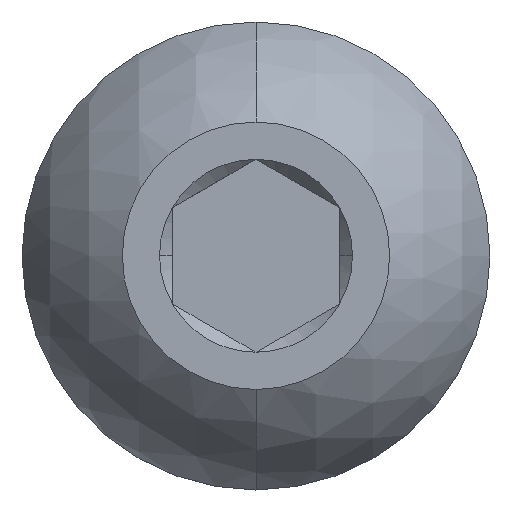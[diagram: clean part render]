
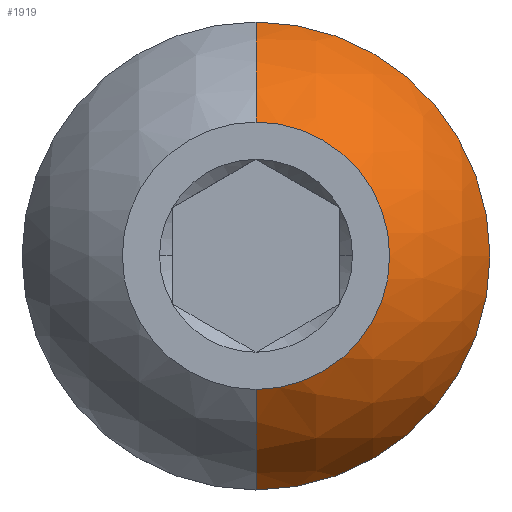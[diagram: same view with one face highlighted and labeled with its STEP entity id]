
A CAD part, top view. The second image highlights one B-rep face of the part: STEP entity #1919.
In plain terms, the highlighted spherical face has radius 7.447 mm.
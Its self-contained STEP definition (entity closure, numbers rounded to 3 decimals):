
#1850=CARTESIAN_POINT('',(-0.,7.,-3.74));
#1851=VERTEX_POINT('',#1850);
#1859=CARTESIAN_POINT('',(7.,0.,-3.74));
#1860=VERTEX_POINT('',#1859);
#1861=CARTESIAN_POINT('',(0.,0.,-3.74));
#1862=DIRECTION('',(0.,0.,1.));
#1863=DIRECTION('',(1.,0.,-0.));
#1864=AXIS2_PLACEMENT_3D('',#1861,#1862,#1863);
#1865=CIRCLE('',#1864,7.);
#1866=EDGE_CURVE('',#1860,#1851,#1865,.T.);
#1877=CARTESIAN_POINT('',(0.,-0.,-6.282));
#1878=DIRECTION('',(1.,0.,0.));
#1879=DIRECTION('',(0.,-1.,0.));
#1880=AXIS2_PLACEMENT_3D('',#1877,#1878,#1879);
#1881=SPHERICAL_SURFACE('',#1880,7.447);
#1882=CARTESIAN_POINT('',(0.,-7.,-3.74));
#1883=VERTEX_POINT('',#1882);
#1884=CARTESIAN_POINT('',(0.,0.,-3.74));
#1885=DIRECTION('',(0.,0.,1.));
#1886=DIRECTION('',(1.,0.,-0.));
#1887=AXIS2_PLACEMENT_3D('',#1884,#1885,#1886);
#1888=CIRCLE('',#1887,7.);
#1889=EDGE_CURVE('',#1883,#1860,#1888,.T.);
#1890=ORIENTED_EDGE('',*,*,#1889,.T.);
#1891=ORIENTED_EDGE('',*,*,#1866,.T.);
#1892=CARTESIAN_POINT('',(-0.,4.,-0.));
#1893=VERTEX_POINT('',#1892);
#1894=CARTESIAN_POINT('',(0.,-0.,-6.282));
#1895=DIRECTION('',(1.,0.,0.));
#1896=DIRECTION('',(-0.,1.,0.));
#1897=AXIS2_PLACEMENT_3D('',#1894,#1895,#1896);
#1898=CIRCLE('',#1897,7.447);
#1899=EDGE_CURVE('',#1851,#1893,#1898,.T.);
#1900=ORIENTED_EDGE('',*,*,#1899,.T.);
#1901=CARTESIAN_POINT('',(0.,-4.,0.));
#1902=VERTEX_POINT('',#1901);
#1903=CARTESIAN_POINT('',(0.,0.,0.));
#1904=DIRECTION('',(0.,0.,1.));
#1905=DIRECTION('',(1.,0.,0.));
#1906=AXIS2_PLACEMENT_3D('',#1903,#1904,#1905);
#1907=CIRCLE('',#1906,4.);
#1908=EDGE_CURVE('',#1902,#1893,#1907,.T.);
#1909=ORIENTED_EDGE('',*,*,#1908,.F.);
#1910=CARTESIAN_POINT('',(0.,-0.,-6.282));
#1911=DIRECTION('',(-1.,-0.,0.));
#1912=DIRECTION('',(0.,-1.,0.));
#1913=AXIS2_PLACEMENT_3D('',#1910,#1911,#1912);
#1914=CIRCLE('',#1913,7.447);
#1915=EDGE_CURVE('',#1883,#1902,#1914,.T.);
#1916=ORIENTED_EDGE('',*,*,#1915,.F.);
#1917=EDGE_LOOP('',(#1890,#1891,#1900,#1909,#1916));
#1918=FACE_BOUND('',#1917,.T.);
#1919=ADVANCED_FACE('NONE',(#1918),#1881,.T.);
